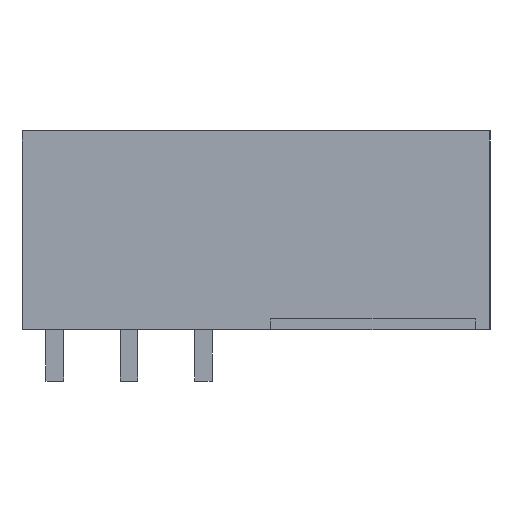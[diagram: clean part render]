
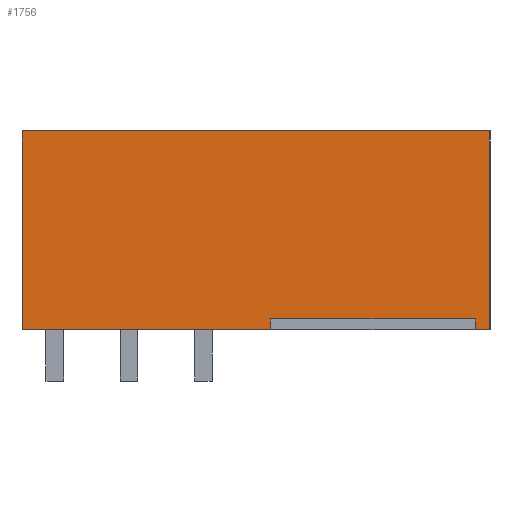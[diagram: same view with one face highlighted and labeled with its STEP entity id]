
A CAD part, left-side view. The second image highlights one B-rep face of the part: STEP entity #1756.
In plain terms, the highlighted planar face has unit normal (-1, 0, 0).
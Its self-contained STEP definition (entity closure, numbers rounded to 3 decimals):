
#1720=AXIS2_PLACEMENT_3D('Plane Axis2P3D',#1717,#1718,#1719) ;
#112=CARTESIAN_POINT('Vertex',(-60.96,0.,3.5)) ;
#115=CARTESIAN_POINT('Line Origine',(-60.96,0.,10.3)) ;
#119=CARTESIAN_POINT('Vertex',(-60.96,0.,17.1)) ;
#404=CARTESIAN_POINT('Vertex',(-60.96,-32.,3.5)) ;
#407=CARTESIAN_POINT('Line Origine',(-60.96,-31.5,3.5)) ;
#411=CARTESIAN_POINT('Vertex',(-60.96,-31.,3.5)) ;
#432=CARTESIAN_POINT('Vertex',(-60.96,-17.,3.5)) ;
#435=CARTESIAN_POINT('Line Origine',(-60.96,-8.5,3.5)) ;
#1329=CARTESIAN_POINT('Vertex',(-60.96,-32.,17.1)) ;
#1463=CARTESIAN_POINT('Line Origine',(-60.96,-16.,17.1)) ;
#1717=CARTESIAN_POINT('Axis2P3D Location',(-60.96,-32.,17.1)) ;
#1722=CARTESIAN_POINT('Line Origine',(-60.96,-17.,3.875)) ;
#1726=CARTESIAN_POINT('Vertex',(-60.96,-17.,4.25)) ;
#1729=CARTESIAN_POINT('Line Origine',(-60.96,-24.,4.25)) ;
#1733=CARTESIAN_POINT('Vertex',(-60.96,-31.,4.25)) ;
#1736=CARTESIAN_POINT('Line Origine',(-60.96,-31.,3.875)) ;
#1741=CARTESIAN_POINT('Line Origine',(-60.96,-32.,10.3)) ;
#116=DIRECTION('Vector Direction',(0.,0.,-1.)) ;
#408=DIRECTION('Vector Direction',(0.,1.,0.)) ;
#436=DIRECTION('Vector Direction',(0.,1.,0.)) ;
#1464=DIRECTION('Vector Direction',(0.,1.,0.)) ;
#1718=DIRECTION('Axis2P3D Direction',(1.,0.,0.)) ;
#1719=DIRECTION('Axis2P3D XDirection',(0.,0.,-1.)) ;
#1723=DIRECTION('Vector Direction',(0.,0.,-1.)) ;
#1730=DIRECTION('Vector Direction',(0.,1.,0.)) ;
#1737=DIRECTION('Vector Direction',(0.,0.,-1.)) ;
#1742=DIRECTION('Vector Direction',(0.,0.,-1.)) ;
#117=VECTOR('Line Direction',#116,1.) ;
#409=VECTOR('Line Direction',#408,1.) ;
#437=VECTOR('Line Direction',#436,1.) ;
#1465=VECTOR('Line Direction',#1464,1.) ;
#1724=VECTOR('Line Direction',#1723,1.) ;
#1731=VECTOR('Line Direction',#1730,1.) ;
#1738=VECTOR('Line Direction',#1737,1.) ;
#1743=VECTOR('Line Direction',#1742,1.) ;
#1747=ORIENTED_EDGE('',*,*,#1728,.F.) ;
#1748=ORIENTED_EDGE('',*,*,#1735,.F.) ;
#1749=ORIENTED_EDGE('',*,*,#1740,.T.) ;
#1750=ORIENTED_EDGE('',*,*,#413,.F.) ;
#1751=ORIENTED_EDGE('',*,*,#1745,.F.) ;
#1752=ORIENTED_EDGE('',*,*,#1467,.T.) ;
#1753=ORIENTED_EDGE('',*,*,#121,.T.) ;
#1754=ORIENTED_EDGE('',*,*,#439,.F.) ;
#1756=ADVANCED_FACE('HOUSING',(#1755),#1721,.F.) ;
#121=EDGE_CURVE('',#120,#113,#118,.T.) ;
#413=EDGE_CURVE('',#405,#412,#410,.T.) ;
#439=EDGE_CURVE('',#433,#113,#438,.T.) ;
#1467=EDGE_CURVE('',#1330,#120,#1466,.T.) ;
#1728=EDGE_CURVE('',#1727,#433,#1725,.T.) ;
#1735=EDGE_CURVE('',#1734,#1727,#1732,.T.) ;
#1740=EDGE_CURVE('',#1734,#412,#1739,.T.) ;
#1745=EDGE_CURVE('',#1330,#405,#1744,.T.) ;
#1746=EDGE_LOOP('',(#1747,#1748,#1749,#1750,#1751,#1752,#1753,#1754)) ;
#1755=FACE_OUTER_BOUND('',#1746,.T.) ;
#118=LINE('Line',#115,#117) ;
#410=LINE('Line',#407,#409) ;
#438=LINE('Line',#435,#437) ;
#1466=LINE('Line',#1463,#1465) ;
#1725=LINE('Line',#1722,#1724) ;
#1732=LINE('Line',#1729,#1731) ;
#1739=LINE('Line',#1736,#1738) ;
#1744=LINE('Line',#1741,#1743) ;
#1721=PLANE('',#1720) ;
#113=VERTEX_POINT('',#112) ;
#120=VERTEX_POINT('',#119) ;
#405=VERTEX_POINT('',#404) ;
#412=VERTEX_POINT('',#411) ;
#433=VERTEX_POINT('',#432) ;
#1330=VERTEX_POINT('',#1329) ;
#1727=VERTEX_POINT('',#1726) ;
#1734=VERTEX_POINT('',#1733) ;
